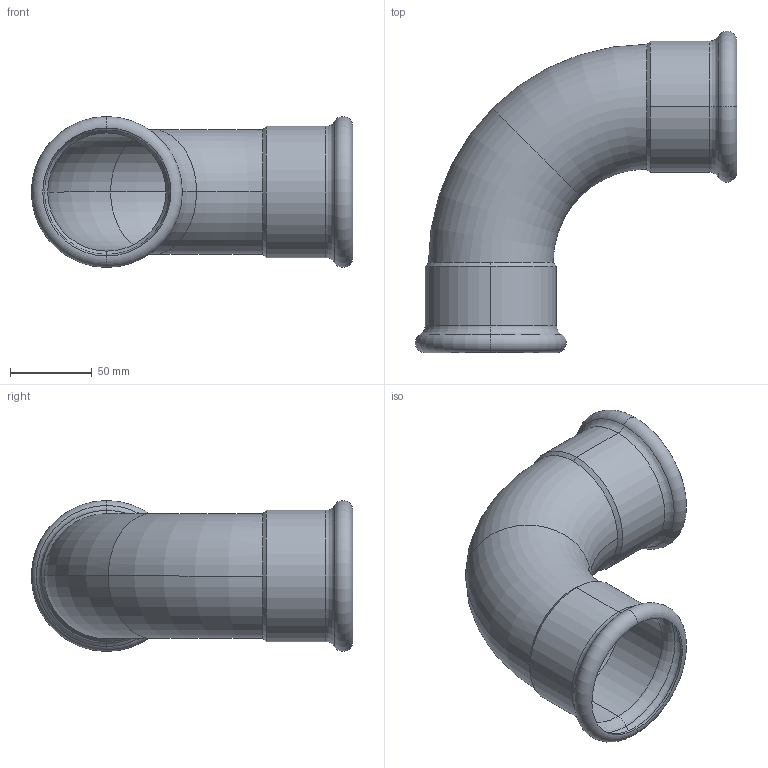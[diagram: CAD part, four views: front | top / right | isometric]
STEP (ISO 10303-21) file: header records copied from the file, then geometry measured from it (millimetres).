
FILE_DESCRIPTION (( 'STEP AP203' ), '1' );
FILE_NAME ('3D_P702_76.1_141109580.STEP', '2024-11-16T11:00:52', ( '' ), ( '' ), 'SwSTEP 2.0', 'SolidWorks 2023', '' );
FILE_SCHEMA (( 'CONFIG_CONTROL_DESIGN' ));
Length unit declared in the file: millimetre
Products named in the file (1): 3D_P702_76.1_141109580
Bounding box: 196.05 x 196.05 x 92.1 mm (x, y, z)
Volume: 130255.8 mm3; surface area: 131536.5 mm2
Topology: 1 solids, 1 shells, 44 faces, 108 edges, 64 vertices
Faces by surface type: torus 24, cone 12, cylinder 8
Entity records: 1423 total; most frequent: DIRECTION 284, CARTESIAN_POINT 234, ORIENTED_EDGE 216, AXIS2_PLACEMENT_3D 132, EDGE_CURVE 108, CIRCLE 87, VERTEX_POINT 64, ADVANCED_FACE 44
